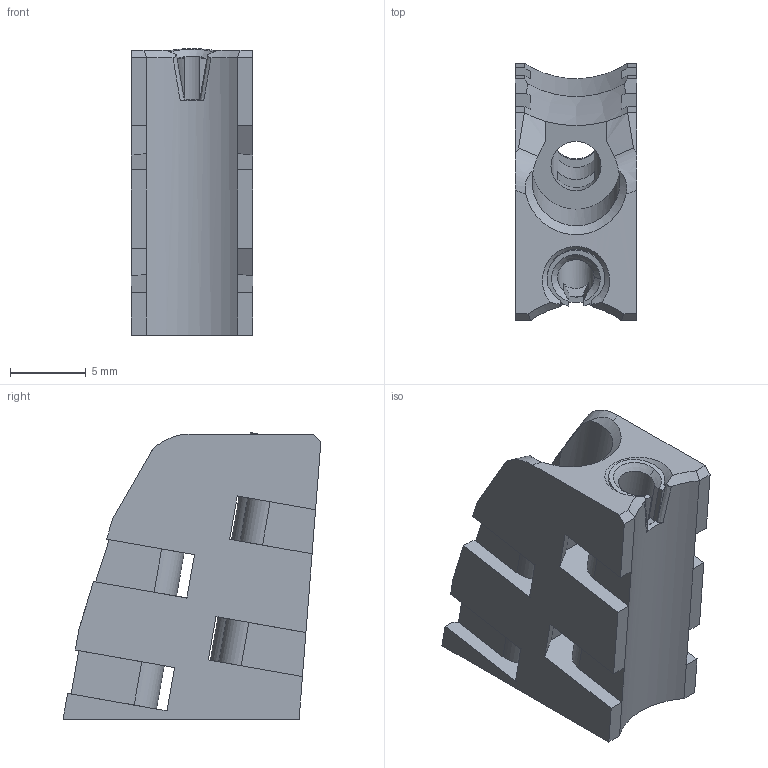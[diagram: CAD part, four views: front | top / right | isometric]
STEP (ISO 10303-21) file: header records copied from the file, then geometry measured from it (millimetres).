
FILE_DESCRIPTION(('FreeCAD Model'),'2;1');
FILE_NAME('cable-mounter-175.step','2020-04-13T20:35:01',('Author'),(''), 'Open CASCADE STEP processor 7.3','FreeCAD','Unknown');
FILE_SCHEMA(('AUTOMOTIVE_DESIGN { 1 0 10303 214 1 1 1 1 }'));
Length unit declared in the file: millimetre
Products named in the file (1): Fusion
Bounding box: 8 x 17 x 18.89 mm (x, y, z)
Volume: 1321.9 mm3; surface area: 1609.8 mm2
Topology: 1 solids, 1 shells, 129 faces, 392 edges, 256 vertices
Faces by surface type: plane 90, cylinder 20, bspline 13, cone 6
Full cylindrical faces by diameter (mm): 2.4 x1, 3.2 x1, 3.3 x1
Entity records: 13615 total; most frequent: CARTESIAN_POINT 5415, DIRECTION 1205, ORIENTED_EDGE 784, PCURVE 784, DEFINITIONAL_REPRESENTATION 784, LINE 781, VECTOR 781, EDGE_CURVE 392
